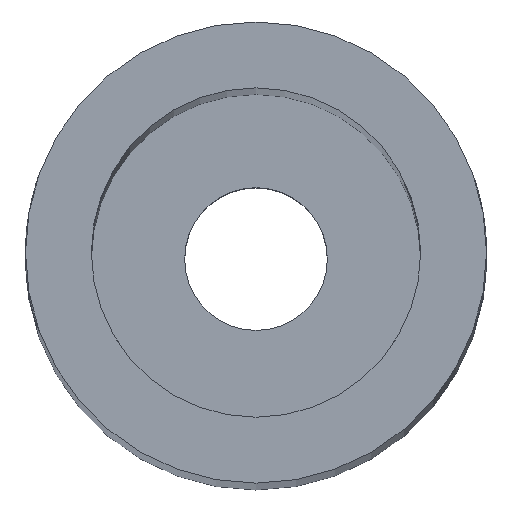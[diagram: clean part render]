
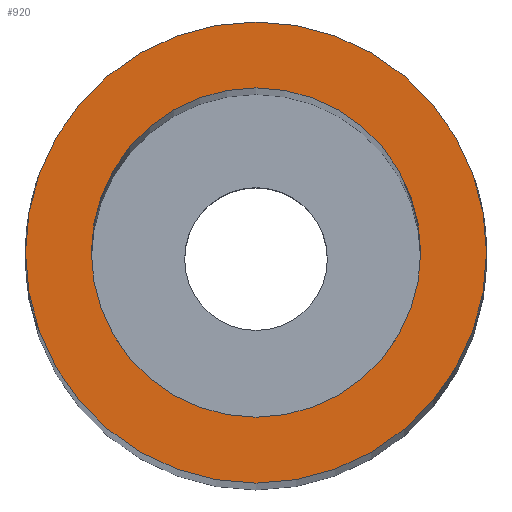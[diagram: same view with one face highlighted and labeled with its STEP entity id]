
A CAD part, top view. The second image highlights one B-rep face of the part: STEP entity #920.
In plain terms, the highlighted planar face has unit normal (0, 0, 1).
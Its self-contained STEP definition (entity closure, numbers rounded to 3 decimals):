
#146=FACE_BOUND('',#217,.T.);
#149=PLANE('',#965);
#173=FACE_OUTER_BOUND('',#216,.T.);
#216=EDGE_LOOP('',(#873));
#217=EDGE_LOOP('',(#874));
#301=CIRCLE('',#961,7.5);
#302=CIRCLE('',#963,10.5);
#415=VERTEX_POINT('',#2597);
#416=VERTEX_POINT('',#2610);
#548=EDGE_CURVE('',#415,#415,#301,.T.);
#559=EDGE_CURVE('',#416,#416,#302,.T.);
#873=ORIENTED_EDGE('',*,*,#559,.T.);
#874=ORIENTED_EDGE('',*,*,#548,.T.);
#920=ADVANCED_FACE('',(#173,#146),#149,.T.);
#961=AXIS2_PLACEMENT_3D('',#2598,#1039,#1040);
#963=AXIS2_PLACEMENT_3D('',#2611,#1053,#1054);
#965=AXIS2_PLACEMENT_3D('',#2624,#1067,#1068);
#1039=DIRECTION('center_axis',(0.,0.,-1.));
#1040=DIRECTION('ref_axis',(1.,0.,0.));
#1053=DIRECTION('center_axis',(0.,0.,1.));
#1054=DIRECTION('ref_axis',(1.,0.,0.));
#1067=DIRECTION('center_axis',(0.,0.,1.));
#1068=DIRECTION('ref_axis',(1.,0.,0.));
#2597=CARTESIAN_POINT('',(-7.5,0.,180.));
#2598=CARTESIAN_POINT('Origin',(0.,0.,180.));
#2610=CARTESIAN_POINT('',(-10.5,0.,180.));
#2611=CARTESIAN_POINT('Origin',(0.,0.,180.));
#2624=CARTESIAN_POINT('Origin',(0.,0.,180.));
